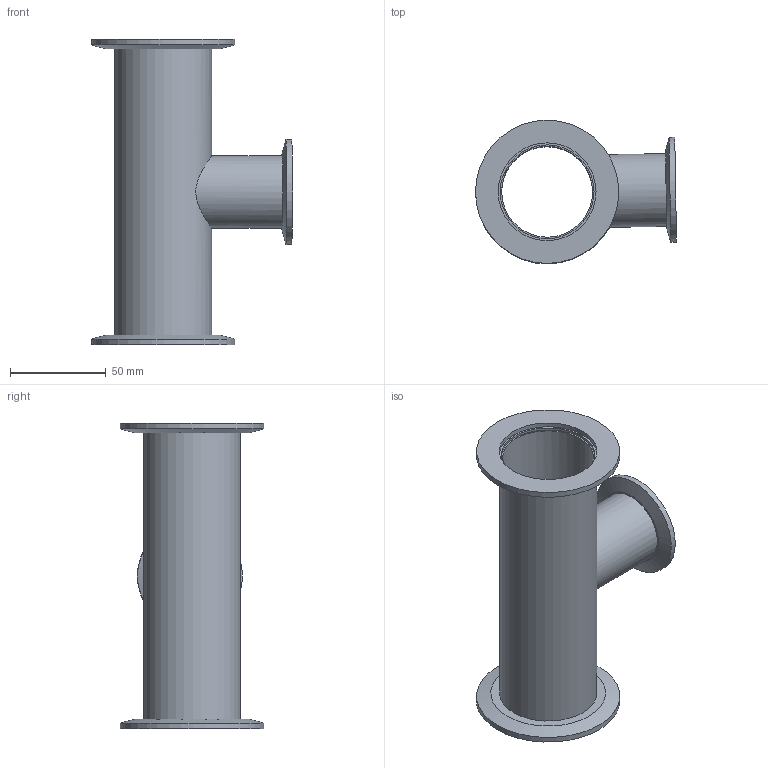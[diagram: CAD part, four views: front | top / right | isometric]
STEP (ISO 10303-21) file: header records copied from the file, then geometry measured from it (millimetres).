
FILE_DESCRIPTION(/* description */ (''),/* implementation_level */ '2;1');
FILE_NAME(/* name */ 'FL-RT50-40KF.stp',/* time_stamp */ '2018-12-20T15:43:52+00:00',/* author */ ('paul'),/* organization */ (''),/* preprocessor_version */ 'ST-DEVELOPER v17.2',/* originating_system */ 'Autodesk Inventor 2019',/* authorisation */ '');
FILE_SCHEMA (('AUTOMOTIVE_DESIGN { 1 0 10303 214 3 1 1 }'));
Length unit declared in the file: millimetre
Products named in the file (5): FL-RT50-40KF; Main tube; side tube; FL-50KF-51W; FL-40KF-38W
Assembly tree (5 placements, depth 2):
  FL-RT50-40KF
    Main tube
    side tube
    FL-50KF-51W  x2
    FL-40KF-38W
Bounding box: 105.25 x 75 x 160 mm (x, y, z)
Volume: 68870.6 mm3; surface area: 72842.7 mm2
Topology: 5 solids, 5 shells, 36 faces, 94 edges, 72 vertices
Faces by surface type: cylinder 18, plane 15, cone 3
Full cylindrical faces by diameter (mm): 35 x1, 36.4 x1, 38.1 x2, 38.4 x1, 41.2 x1, 47.6 x1, 49.1 x2, 50.8 x1, 51 x2, 51.2 x2, 55 x1, 75 x2
Entity records: 1333 total; most frequent: CARTESIAN_POINT 423, DIRECTION 175, ORIENTED_EDGE 142, AXIS2_PLACEMENT_3D 79, EDGE_CURVE 71, VERTEX_POINT 54, CIRCLE 42, EDGE_LOOP 39
